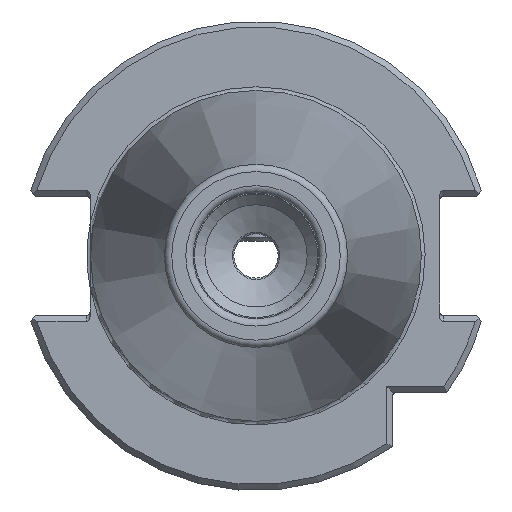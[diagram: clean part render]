
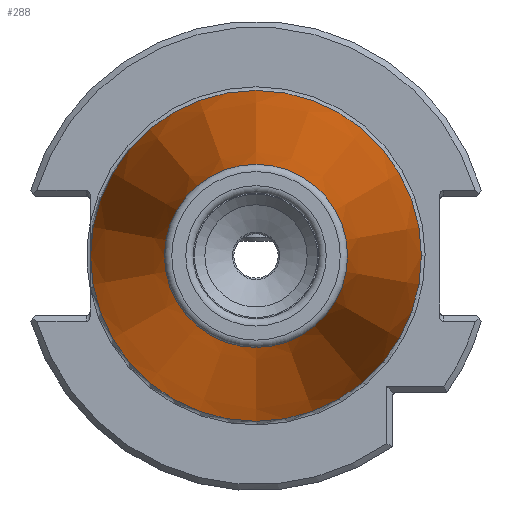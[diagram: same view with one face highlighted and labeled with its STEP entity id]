
A CAD part, left-side view. The second image highlights one B-rep face of the part: STEP entity #288.
In plain terms, the highlighted conical face has half-angle 8.297 degrees and reference radius 22.395 mm.
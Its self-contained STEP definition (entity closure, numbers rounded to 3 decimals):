
#288 = ADVANCED_FACE( '', ( #653, #654 ), #655, .T. );
#653 = FACE_BOUND( '', #1093, .T. );
#654 = FACE_OUTER_BOUND( '', #1094, .T. );
#655 = CONICAL_SURFACE( '', #1095, 22.395, 0.145 );
#1093 = EDGE_LOOP( '', ( #1858 ) );
#1094 = EDGE_LOOP( '', ( #1859 ) );
#1095 = AXIS2_PLACEMENT_3D( '', #1860, #1861, #1862 );
#1858 = ORIENTED_EDGE( '', *, *, #2592, .F. );
#1859 = ORIENTED_EDGE( '', *, *, #2681, .T. );
#1860 = CARTESIAN_POINT( '', ( 1.163, 0., 0. ) );
#1861 = DIRECTION( '', ( 1., 0., 0. ) );
#1862 = DIRECTION( '', ( 0., 0., -1. ) );
#2592 = EDGE_CURVE( '', #3145, #3145, #3146, .T. );
#2681 = EDGE_CURVE( '', #3268, #3268, #3269, .T. );
#3145 = VERTEX_POINT( '', #3909 );
#3146 = CIRCLE( '', #3910, 12.397 );
#3268 = VERTEX_POINT( '', #4163 );
#3269 = CIRCLE( '', #4164, 22.395 );
#3909 = CARTESIAN_POINT( '', ( -67.394, 0., 12.397 ) );
#3910 = AXIS2_PLACEMENT_3D( '', #4732, #4733, #4734 );
#4163 = CARTESIAN_POINT( '', ( 1.163, 0., 22.395 ) );
#4164 = AXIS2_PLACEMENT_3D( '', #4822, #4823, #4824 );
#4732 = CARTESIAN_POINT( '', ( -67.394, 0., 0. ) );
#4733 = DIRECTION( '', ( -1., 0., 0. ) );
#4734 = DIRECTION( '', ( 0., 0., 1. ) );
#4822 = CARTESIAN_POINT( '', ( 1.163, 0., 0. ) );
#4823 = DIRECTION( '', ( -1., 0., 0. ) );
#4824 = DIRECTION( '', ( 0., 0., 1. ) );
